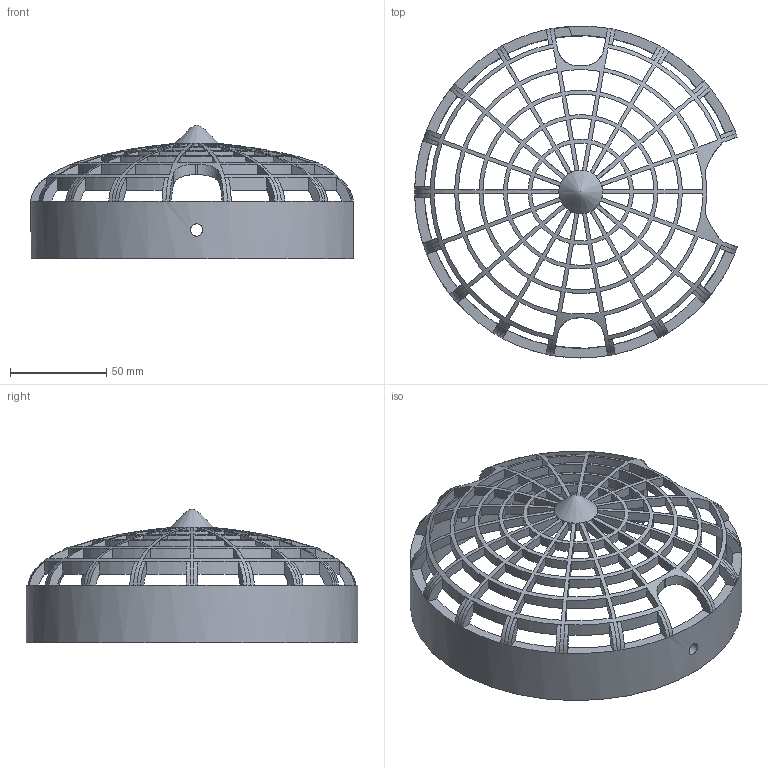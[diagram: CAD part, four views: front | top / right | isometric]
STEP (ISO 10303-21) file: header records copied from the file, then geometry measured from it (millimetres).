
FILE_DESCRIPTION(/* description */ ('STEP AP242 Edition 2','CAx-IF Rec.Pracs.---Representation and Presentation of Product Manufacturing Information (PMI)---4.0---2014-10-13','CAx-IF Rec.Pracs.---3D Tessellated Geometry---0.4---2014-09-14','2;1','CAx-IF Rec.Pracs.---User Defined Attributes---1.5---2016-08-15'),/* implementation_level */ '2;1');
FILE_NAME(/* name */ '694ea786e71d61a80395decc',/* time_stamp */ '2025-12-26T15:19:36Z',/* author */ (''),/* organization */ (''),/* preprocessor_version */ 'ST-DEVELOPER v20',/* originating_system */ 'ONSHAPE BY PTC INC, 1.208',/* authorisation */ ' ');
FILE_SCHEMA (('AP242_MANAGED_MODEL_BASED_3D_ENGINEERING_MIM_LF { 1 0 10303 442 3 1 4 }'));
Length unit declared in the file: metre
Products named in the file (1): Part 1
Bounding box: 167.7 x 172.56 x 69.48 mm (x, y, z)
Volume: 106818.1 mm3; surface area: 74869.3 mm2
Topology: 1 solids, 1 shells, 562 faces, 1688 edges, 1059 vertices
Faces by surface type: plane 308, cylinder 193, bspline 61
Full cylindrical faces by diameter (mm): 6.35 x2
Entity records: 21430 total; most frequent: CARTESIAN_POINT 6916, ORIENTED_EDGE 3356, DIRECTION 2606, EDGE_CURVE 1678, VERTEX_POINT 1055, AXIS2_PLACEMENT_3D 1029, FACE_BOUND 707, EDGE_LOOP 706
